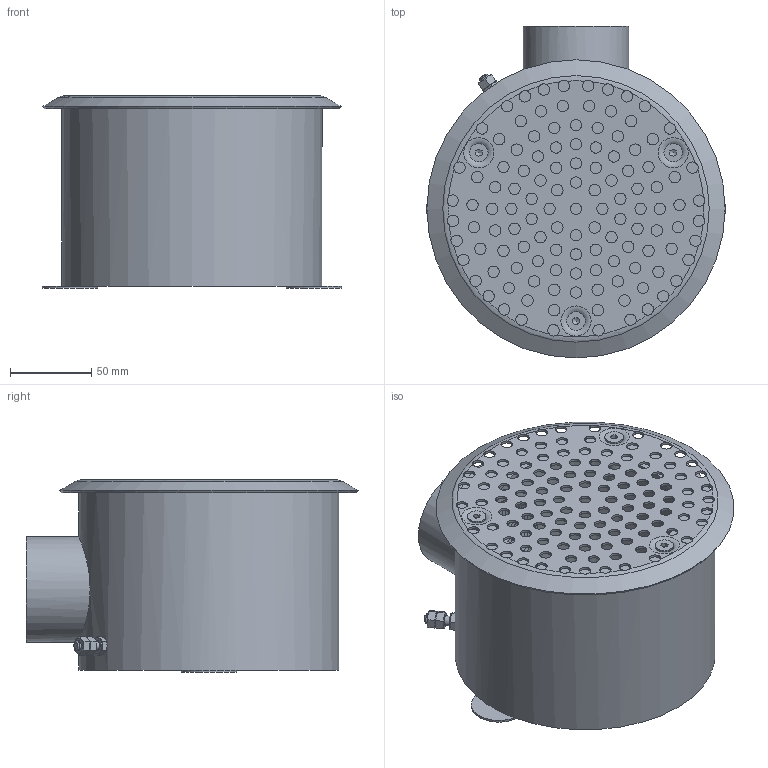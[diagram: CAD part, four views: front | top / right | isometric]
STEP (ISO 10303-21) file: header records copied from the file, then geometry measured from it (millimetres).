
FILE_DESCRIPTION(('STEP AP214'), '1');
FILE_NAME('Ð04-01 Äîííûé ñëèâ àíòèâèõðü d160 ïëèòêà', '2024-12-06T08:45:47', ('Runwill'), (''), 'C3D Converter', 'C3D Toolkit', '');
FILE_SCHEMA(('AUTOMOTIVE_DESIGN { 1 0 10303 214 3 1 1}'));
Length unit declared in the file: millimetre
Assembly tree (12 placements, depth 4):
  (unnamed)
    (unnamed)
      (unnamed)
      (unnamed)
      (unnamed)
      (unnamed)
        (unnamed)
        (unnamed)  x2
    (unnamed)
    (unnamed)
    (unnamed)
    (unnamed)
Bounding box: 184 x 204.2 x 118.2 mm (x, y, z)
Volume: 180462.5 mm3; surface area: 237187.8 mm2
Topology: 8 solids, 8 shells, 294 faces, 920 edges, 596 vertices
Faces by surface type: cylinder 164, plane 76, cone 37, torus 15, bspline 2
Full cylindrical faces by diameter (mm): 4.917 x5, 6 x4, 7 x121, 7.5 x3, 10 x4, 11.34 x3, 34 x2, 65 x1, 116 x1, 157.6 x1, 160 x1
Entity records: 22356 total; most frequent: CARTESIAN_POINT 13995, DIRECTION 1599, ORIENTED_EDGE 1408, AXIS2_PLACEMENT_3D 761, EDGE_CURVE 704, EDGE_LOOP 668, VERTEX_POINT 572, CIRCLE 469
